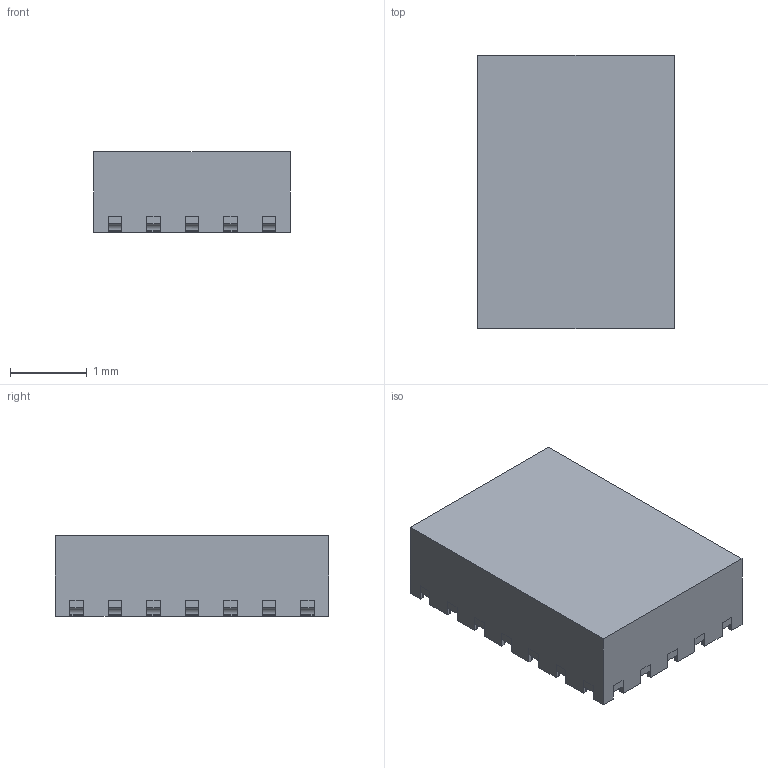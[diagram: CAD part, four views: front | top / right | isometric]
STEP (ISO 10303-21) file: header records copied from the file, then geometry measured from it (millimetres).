
FILE_DESCRIPTION((''),'2;1');
FILE_NAME('RXS0016A_ASM','2021-04-05T07:35:17',('a0412086'),(''),'CREO PARAMETRIC BY PTC INC, 2018500','CREO PARAMETRIC BY PTC INC, 2018500','');
FILE_SCHEMA(('CONFIG_CONTROL_DESIGN','SHAPE_APPEARANCE_LAYERS_GROUPS'));
Length unit declared in the file: millimetre
Products named in the file (3): MOLD; FRAME; RXS0016A_ASM
Assembly tree (2 placements, depth 2):
  RXS0016A_ASM
    MOLD
    FRAME
Bounding box: 2.55 x 3.55 x 1.05 mm (x, y, z)
Volume: 9.4 mm3; surface area: 51.8 mm2
Topology: 18 solids, 18 shells, 653 faces, 1848 edges, 1232 vertices
Faces by surface type: plane 371, cylinder 282
Entity records: 27530 total; most frequent: CARTESIAN_POINT 4305, ORIENTED_EDGE 3696, DIRECTION 3584, PRESENTATION_STYLE_ASSIGNMENT 1890, STYLED_ITEM 1866, CURVE_STYLE 1848, EDGE_CURVE 1848, VECTOR 1236
